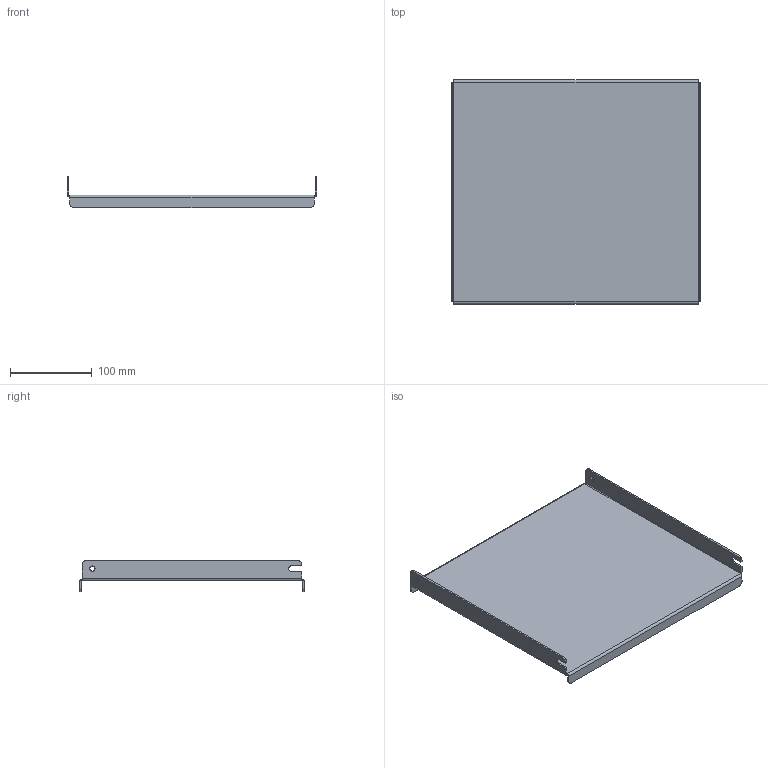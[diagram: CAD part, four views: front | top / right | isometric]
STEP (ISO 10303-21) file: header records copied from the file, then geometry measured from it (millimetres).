
FILE_DESCRIPTION (( 'STEP AP214' ), '1' );
FILE_NAME ('YKM40D-FO-MP-0275-040 FORMAT Ïàíåëü ìîíòàæíàÿ 275õ400ìì IEK.STEP', '2022-05-30T14:23:44', ( '' ), ( '' ), 'SwSTEP 2.0', 'SolidWorks 2017', '' );
FILE_SCHEMA (( 'AUTOMOTIVE_DESIGN' ));
Length unit declared in the file: millimetre
Products named in the file (1): YKM40D-FO-MP-0275-040 FORMAT Ïàíåëü ìîíòàæíàÿ 275õ400ìì IEK
Bounding box: 306 x 275 x 38 mm (x, y, z)
Volume: 205976.7 mm3; surface area: 208738.3 mm2
Topology: 1 solids, 1 shells, 58 faces, 136 edges, 80 vertices
Faces by surface type: plane 36, cylinder 22
Entity records: 1670 total; most frequent: DIRECTION 298, CARTESIAN_POINT 275, ORIENTED_EDGE 272, EDGE_CURVE 136, AXIS2_PLACEMENT_3D 103, VECTOR 92, LINE 92, VERTEX_POINT 80
